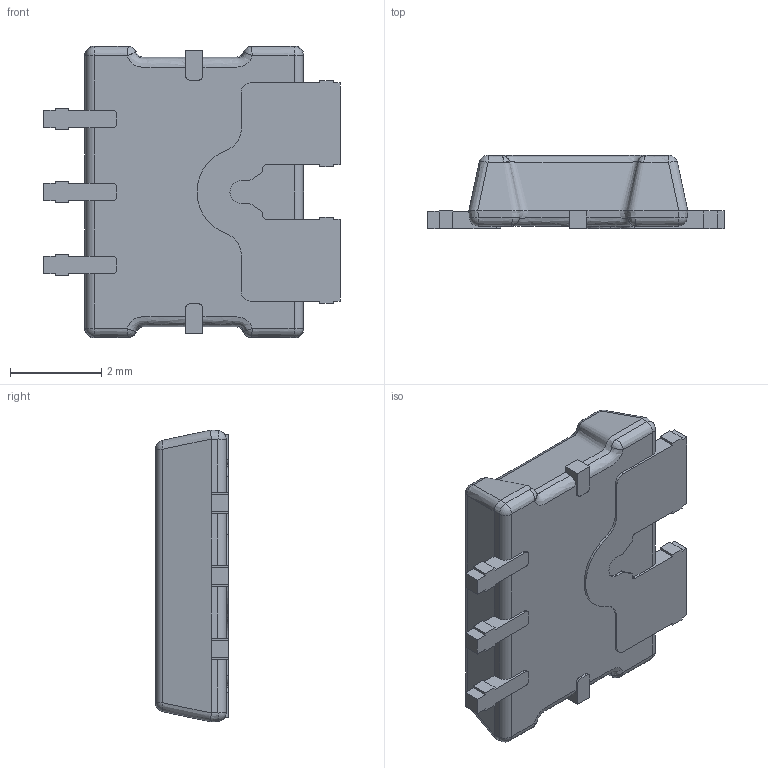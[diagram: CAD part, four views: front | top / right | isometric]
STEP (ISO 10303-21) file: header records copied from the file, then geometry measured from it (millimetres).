
FILE_DESCRIPTION (( 'STEP AP214' ), '1' );
FILE_NAME ('ACS72981KLRATR-150B3.STEP', '2024-10-26T17:18:10', ( 'LENOVO' ), ( '' ), 'SwSTEP 2.0', 'SolidWorks 2021', '' );
FILE_SCHEMA (( 'AUTOMOTIVE_DESIGN' ));
Length unit declared in the file: millimetre
Products named in the file (1): ACS72981KLRATR-150B3
Bounding box: 6.5 x 1.6 x 6.4 mm (x, y, z)
Volume: 43.8 mm3; surface area: 127.1 mm2
Topology: 8 solids, 8 shells, 231 faces, 617 edges, 395 vertices
Faces by surface type: plane 134, cylinder 49, bspline 40, sphere 8
Entity records: 11270 total; most frequent: CARTESIAN_POINT 5708, ORIENTED_EDGE 1218, DIRECTION 1006, EDGE_CURVE 609, VERTEX_POINT 395, LINE 378, VECTOR 378, AXIS2_PLACEMENT_3D 314
